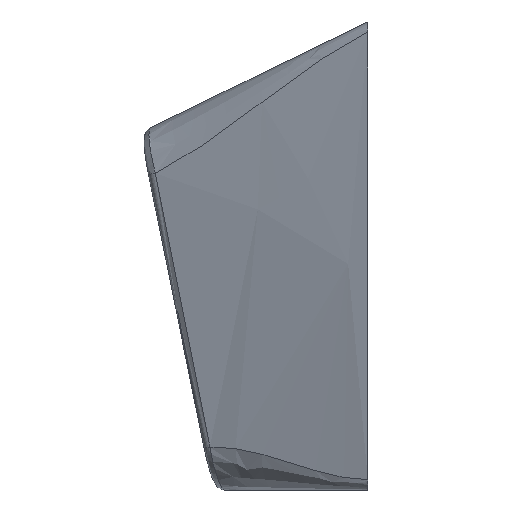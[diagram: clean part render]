
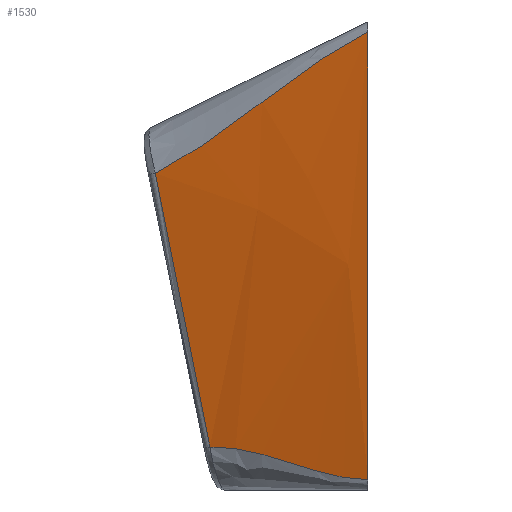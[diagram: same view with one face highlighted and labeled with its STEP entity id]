
A CAD part, left-side view. The second image highlights one B-rep face of the part: STEP entity #1530.
In plain terms, the highlighted free-form (B-spline) face has degree [3, 1] with [6, 2] control points.
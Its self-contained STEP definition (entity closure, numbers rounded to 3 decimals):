
#1307=VERTEX_POINT('',#1308);
#1308=CARTESIAN_POINT('',(0.0,0.0,-0.383));
#1320=EDGE_CURVE('',#1307,#1321,#1323,.F.);
#1321=VERTEX_POINT('',#1322);
#1322=CARTESIAN_POINT('',(0.0,0.0,-17.6));
#1323=LINE('',#1324,#1325);
#1324=CARTESIAN_POINT('',(0.0,0.0,0.0));
#1325=VECTOR('',#1326,1.0);
#1326=DIRECTION('',(0.0,0.0,1.0));
#1530=ADVANCED_FACE('',(#1531),#1638,.F.);
#1531=FACE_BOUND('',#1532,.T.);
#1532=EDGE_LOOP('',(#1533,#1575,#1590,#1637));
#1533=ORIENTED_EDGE('',*,*,#1534,.T.);
#1534=EDGE_CURVE('',#1307,#1535,#1537,.T.);
#1535=VERTEX_POINT('',#1536);
#1536=CARTESIAN_POINT('',(2.897,8.171,-5.816));
#1537=B_SPLINE_CURVE_WITH_KNOTS('',4,(#1538,#1539,#1540,#1541,#1542,#1543,#1544,#1545,#1546,#1547,#1548,#1549,#1550,#1551,#1552,#1553,#1554,#1555,#1556,#1557,#1558,#1559,#1560,#1561,#1562,#1563,#1564,#1565,#1566,#1567,#1568,#1569,#1570,#1571,#1572,#1573,#1574),.UNSPECIFIED.,.F.,.U.,(5,4,4,4,4,4,4,4,4,5),(0.0,0.125,0.25,0.375,0.5,0.625,0.75,0.875,0.938,0.969),.UNSPECIFIED.);
#1538=CARTESIAN_POINT('',(0.,0.,-0.383));
#1539=CARTESIAN_POINT('',(0.092,0.267,-0.517));
#1540=CARTESIAN_POINT('',(0.185,0.539,-0.664));
#1541=CARTESIAN_POINT('',(0.28,0.815,-0.823));
#1542=CARTESIAN_POINT('',(0.377,1.096,-0.993));
#1543=CARTESIAN_POINT('',(0.464,1.35,-1.148));
#1544=CARTESIAN_POINT('',(0.555,1.612,-1.315));
#1545=CARTESIAN_POINT('',(0.648,1.881,-1.494));
#1546=CARTESIAN_POINT('',(0.744,2.157,-1.683));
#1547=CARTESIAN_POINT('',(0.827,2.394,-1.847));
#1548=CARTESIAN_POINT('',(0.915,2.647,-2.026));
#1549=CARTESIAN_POINT('',(1.008,2.914,-2.219));
#1550=CARTESIAN_POINT('',(1.107,3.195,-2.426));
#1551=CARTESIAN_POINT('',(1.177,3.392,-2.572));
#1552=CARTESIAN_POINT('',(1.261,3.63,-2.75));
#1553=CARTESIAN_POINT('',(1.359,3.906,-2.958));
#1554=CARTESIAN_POINT('',(1.471,4.222,-3.195));
#1555=CARTESIAN_POINT('',(1.613,4.619,-3.495));
#1556=CARTESIAN_POINT('',(1.722,4.921,-3.72));
#1557=CARTESIAN_POINT('',(1.798,5.131,-3.876));
#1558=CARTESIAN_POINT('',(1.84,5.249,-3.962));
#1559=CARTESIAN_POINT('',(1.946,5.542,-4.177));
#1560=CARTESIAN_POINT('',(2.044,5.813,-4.37));
#1561=CARTESIAN_POINT('',(2.134,6.062,-4.544));
#1562=CARTESIAN_POINT('',(2.217,6.289,-4.698));
#1563=CARTESIAN_POINT('',(2.321,6.575,-4.89));
#1564=CARTESIAN_POINT('',(2.419,6.847,-5.067));
#1565=CARTESIAN_POINT('',(2.514,7.107,-5.227));
#1566=CARTESIAN_POINT('',(2.604,7.355,-5.373));
#1567=CARTESIAN_POINT('',(2.654,7.495,-5.455));
#1568=CARTESIAN_POINT('',(2.704,7.633,-5.533));
#1569=CARTESIAN_POINT('',(2.753,7.769,-5.607));
#1570=CARTESIAN_POINT('',(2.801,7.902,-5.677));
#1571=CARTESIAN_POINT('',(2.819,7.952,-5.704));
#1572=CARTESIAN_POINT('',(2.841,8.014,-5.736));
#1573=CARTESIAN_POINT('',(2.867,8.087,-5.774));
#1574=CARTESIAN_POINT('',(2.897,8.171,-5.816));
#1575=ORIENTED_EDGE('',*,*,#1576,.T.);
#1576=EDGE_CURVE('',#1535,#1577,#1579,.T.);
#1577=VERTEX_POINT('',#1578);
#1578=CARTESIAN_POINT('',(2.877,6.073,-16.346));
#1579=B_SPLINE_CURVE_WITH_KNOTS('',3,(#1580,#1581,#1582,#1583,#1584,#1585,#1586,#1587,#1588,#1589),.UNSPECIFIED.,.F.,.U.,(4,2,2,2,4),(-5.158,0.,5.369,10.738,15.896),.UNSPECIFIED.);
#1580=CARTESIAN_POINT('',(2.906,9.187,-0.759));
#1581=CARTESIAN_POINT('',(2.903,8.848,-2.445));
#1582=CARTESIAN_POINT('',(2.9,8.509,-4.13));
#1583=CARTESIAN_POINT('',(2.894,7.819,-7.571));
#1584=CARTESIAN_POINT('',(2.891,7.468,-9.326));
#1585=CARTESIAN_POINT('',(2.884,6.768,-12.836));
#1586=CARTESIAN_POINT('',(2.88,6.42,-14.591));
#1587=CARTESIAN_POINT('',(2.873,5.739,-18.033));
#1588=CARTESIAN_POINT('',(2.869,5.407,-19.72));
#1589=CARTESIAN_POINT('',(2.866,5.077,-21.407));
#1590=ORIENTED_EDGE('',*,*,#1591,.T.);
#1591=EDGE_CURVE('',#1577,#1321,#1592,.T.);
#1592=B_SPLINE_CURVE_WITH_KNOTS('',4,(#1593,#1594,#1595,#1596,#1597,#1598,#1599,#1600,#1601,#1602,#1603,#1604,#1605,#1606,#1607,#1608,#1609,#1610,#1611,#1612,#1613,#1614,#1615,#1616,#1617,#1618,#1619,#1620,#1621,#1622,#1623,#1624,#1625,#1626,#1627,#1628,#1629,#1630,#1631,#1632,#1633,#1634,#1635,#1636),.UNSPECIFIED.,.F.,.U.,(5,4,4,4,4,4,4,3,4,4,4,5),(0.038,0.063,0.125,0.25,0.375,0.438,0.5,0.509,0.625,0.75,0.875,1.0),.UNSPECIFIED.);
#1593=CARTESIAN_POINT('',(2.877,6.073,-16.347));
#1594=CARTESIAN_POINT('',(2.856,6.029,-16.345));
#1595=CARTESIAN_POINT('',(2.839,5.992,-16.345));
#1596=CARTESIAN_POINT('',(2.825,5.962,-16.344));
#1597=CARTESIAN_POINT('',(2.813,5.938,-16.344));
#1598=CARTESIAN_POINT('',(2.768,5.841,-16.344));
#1599=CARTESIAN_POINT('',(2.723,5.743,-16.346));
#1600=CARTESIAN_POINT('',(2.676,5.643,-16.35));
#1601=CARTESIAN_POINT('',(2.629,5.54,-16.358));
#1602=CARTESIAN_POINT('',(2.544,5.358,-16.371));
#1603=CARTESIAN_POINT('',(2.455,5.165,-16.393));
#1604=CARTESIAN_POINT('',(2.362,4.961,-16.425));
#1605=CARTESIAN_POINT('',(2.264,4.746,-16.467));
#1606=CARTESIAN_POINT('',(2.186,4.577,-16.501));
#1607=CARTESIAN_POINT('',(2.099,4.389,-16.543));
#1608=CARTESIAN_POINT('',(2.004,4.181,-16.595));
#1609=CARTESIAN_POINT('',(1.899,3.954,-16.659));
#1610=CARTESIAN_POINT('',(1.862,3.873,-16.681));
#1611=CARTESIAN_POINT('',(1.819,3.78,-16.708));
#1612=CARTESIAN_POINT('',(1.77,3.675,-16.739));
#1613=CARTESIAN_POINT('',(1.716,3.558,-16.774));
#1614=CARTESIAN_POINT('',(1.67,3.459,-16.804));
#1615=CARTESIAN_POINT('',(1.624,3.36,-16.835));
#1616=CARTESIAN_POINT('',(1.578,3.261,-16.866));
#1617=CARTESIAN_POINT('',(1.531,3.163,-16.897));
#1618=CARTESIAN_POINT('',(1.523,3.146,-16.903));
#1619=CARTESIAN_POINT('',(1.516,3.129,-16.908));
#1620=CARTESIAN_POINT('',(1.508,3.112,-16.913));
#1621=CARTESIAN_POINT('',(1.404,2.89,-16.984));
#1622=CARTESIAN_POINT('',(1.315,2.701,-17.045));
#1623=CARTESIAN_POINT('',(1.232,2.528,-17.1));
#1624=CARTESIAN_POINT('',(1.158,2.371,-17.149));
#1625=CARTESIAN_POINT('',(1.055,2.157,-17.215));
#1626=CARTESIAN_POINT('',(0.958,1.954,-17.275));
#1627=CARTESIAN_POINT('',(0.865,1.762,-17.329));
#1628=CARTESIAN_POINT('',(0.777,1.581,-17.375));
#1629=CARTESIAN_POINT('',(0.676,1.372,-17.428));
#1630=CARTESIAN_POINT('',(0.578,1.172,-17.473));
#1631=CARTESIAN_POINT('',(0.483,0.978,-17.51));
#1632=CARTESIAN_POINT('',(0.39,0.79,-17.539));
#1633=CARTESIAN_POINT('',(0.291,0.589,-17.569));
#1634=CARTESIAN_POINT('',(0.193,0.391,-17.59));
#1635=CARTESIAN_POINT('',(0.096,0.194,-17.6));
#1636=CARTESIAN_POINT('',(0.,0.,-17.6));
#1637=ORIENTED_EDGE('',*,*,#1320,.F.);
#1638=B_SPLINE_SURFACE_WITH_KNOTS('',3,1,((#1639,#1640),(#1641,#1642),(#1643,#1644),(#1645,#1646),(#1647,#1648),(#1649,#1650)),.UNSPECIFIED.,.F.,.F.,.U.,(4,2,4),(2,2),(0.0,0.5,1.0),(0.0,1.0),.UNSPECIFIED.);
#1639=CARTESIAN_POINT('',(0.0,0.0,-18.0));
#1640=CARTESIAN_POINT('',(0.0,0.0,0.0));
#1641=CARTESIAN_POINT('',(0.5,1.0,-18.0));
#1642=CARTESIAN_POINT('',(0.5,1.467,-0.714));
#1643=CARTESIAN_POINT('',(1.0,2.0,-18.0));
#1644=CARTESIAN_POINT('',(1.0,2.933,-1.428));
#1645=CARTESIAN_POINT('',(2.0,4.0,-18.0));
#1646=CARTESIAN_POINT('',(2.0,5.867,-2.855));
#1647=CARTESIAN_POINT('',(2.5,5.0,-18.0));
#1648=CARTESIAN_POINT('',(2.5,7.333,-3.569));
#1649=CARTESIAN_POINT('',(3.0,6.0,-18.0));
#1650=CARTESIAN_POINT('',(3.0,8.8,-4.283));
